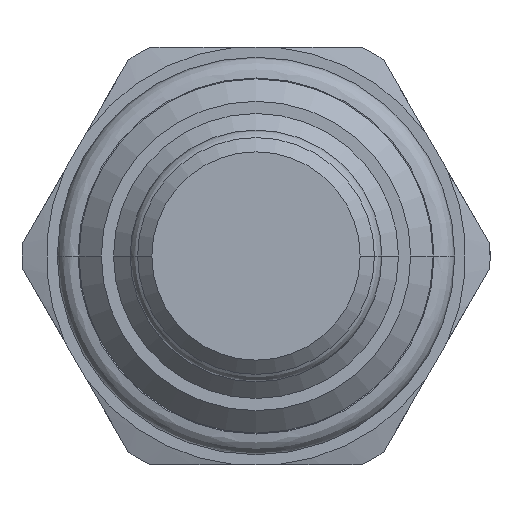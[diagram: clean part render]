
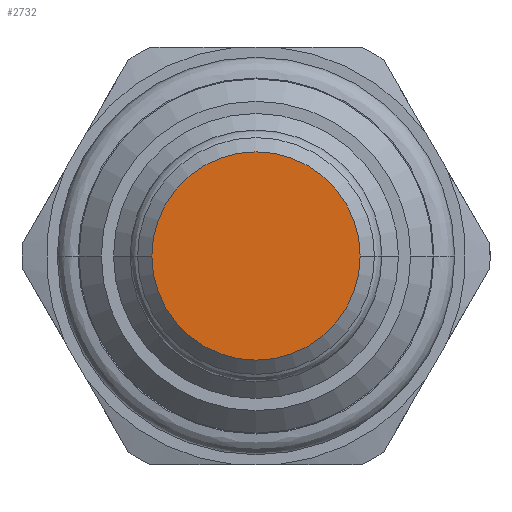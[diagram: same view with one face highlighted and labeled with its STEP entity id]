
A CAD part, front view. The second image highlights one B-rep face of the part: STEP entity #2732.
In plain terms, the highlighted planar face has unit normal (0, -1, 0).
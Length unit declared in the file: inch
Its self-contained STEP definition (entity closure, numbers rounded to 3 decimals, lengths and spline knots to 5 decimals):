
#1053=CARTESIAN_POINT('',(0.,-1.091,0.));
#1054=DIRECTION('',(0.,1.,0.));
#1055=DIRECTION('',(-1.,0.,0.));
#1056=AXIS2_PLACEMENT_3D('',#1053,#1054,#1055);
#1071=CARTESIAN_POINT('',(0.,-1.091,0.));
#1072=DIRECTION('',(0.,1.,0.));
#1073=DIRECTION('',(1.,0.,0.));
#1074=AXIS2_PLACEMENT_3D('',#1071,#1072,#1073);
#1105=CARTESIAN_POINT('',(0.2185,-1.091,0.));
#1106=CARTESIAN_POINT('',(-0.2185,-1.091,0.));
#1107=VERTEX_POINT('',#1105);
#1108=VERTEX_POINT('',#1106);
#2722=CARTESIAN_POINT('',(0.,-1.091,0.));
#2723=DIRECTION('',(0.,1.,0.));
#2724=DIRECTION('',(1.,0.,0.));
#2725=AXIS2_PLACEMENT_3D('',#2722,#2723,#2724);
#2726=PLANE('',#2725);
#2728=ORIENTED_EDGE('',*,*,#2727,.T.);
#2729=ORIENTED_EDGE('',*,*,#2712,.T.);
#2730=EDGE_LOOP('',(#2728,#2729));
#2731=FACE_OUTER_BOUND('',#2730,.F.);
#2732=ADVANCED_FACE('',(#2731),#2726,.F.);
#1057=CIRCLE('',#1056,0.2185);
#1075=CIRCLE('',#1074,0.2185);
#2712=EDGE_CURVE('',#1108,#1107,#1057,.T.);
#2727=EDGE_CURVE('',#1107,#1108,#1075,.T.);
